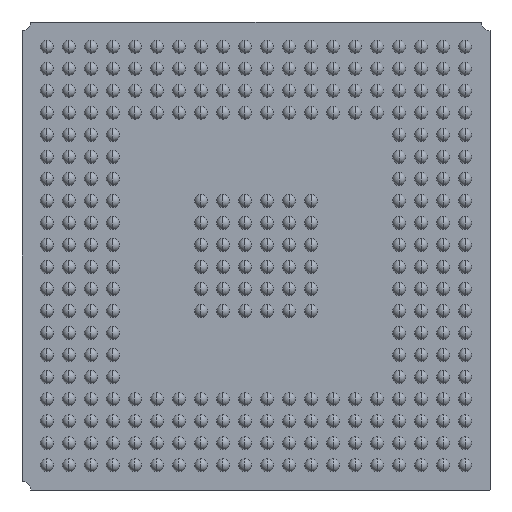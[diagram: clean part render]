
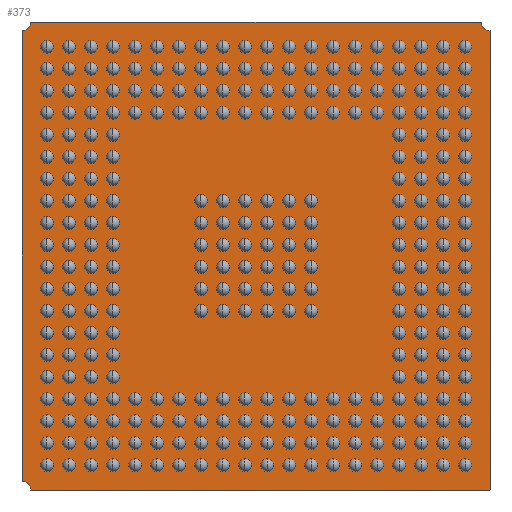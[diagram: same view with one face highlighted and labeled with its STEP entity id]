
A CAD part, front view. The second image highlights one B-rep face of the part: STEP entity #373.
In plain terms, the highlighted planar face has unit normal (0, -1, 0).
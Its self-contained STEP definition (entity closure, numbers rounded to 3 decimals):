
#43=CARTESIAN_POINT('',(-13.5,0.,-13.5));
#44=DIRECTION('',(0.,1.,0.));
#45=DIRECTION('',(0.,0.,1.));
#46=AXIS2_PLACEMENT_3D('',#43,#44,#45);
#52=DIRECTION('',(0.,0.,1.));
#53=VECTOR('',#52,26.);
#54=CARTESIAN_POINT('',(-13.5,0.,-13.));
#55=LINE('',#54,#53);
#59=CARTESIAN_POINT('',(-13.5,0.,13.5));
#60=DIRECTION('',(0.,1.,0.));
#61=DIRECTION('',(1.,0.,0.));
#62=AXIS2_PLACEMENT_3D('',#59,#60,#61);
#67=DIRECTION('',(1.,0.,0.));
#68=VECTOR('',#67,26.);
#69=CARTESIAN_POINT('',(-13.,0.,13.5));
#70=LINE('',#69,#68);
#74=CARTESIAN_POINT('',(13.5,0.,13.5));
#75=DIRECTION('',(0.,1.,0.));
#76=DIRECTION('',(0.,0.,-1.));
#77=AXIS2_PLACEMENT_3D('',#74,#75,#76);
#82=DIRECTION('',(0.,0.,-1.));
#83=VECTOR('',#82,26.499);
#84=CARTESIAN_POINT('',(13.5,0.,13.));
#85=LINE('',#84,#83);
#89=DIRECTION('',(-1.,0.,0.));
#90=VECTOR('',#89,26.499);
#91=CARTESIAN_POINT('',(13.499,0.,-13.5));
#92=LINE('',#91,#90);
#173=DIRECTION('',(0.707,0.,0.707));
#174=VECTOR('',#173,0.001);
#175=CARTESIAN_POINT('',(13.499,0.,-13.5));
#176=LINE('',#175,#174);
#302=CARTESIAN_POINT('',(-13.5,0.,-13.));
#303=CARTESIAN_POINT('',(-13.,0.,-13.5));
#304=VERTEX_POINT('',#302);
#305=VERTEX_POINT('',#303);
#306=CARTESIAN_POINT('',(13.5,0.,13.));
#307=CARTESIAN_POINT('',(13.,0.,13.5));
#308=VERTEX_POINT('',#306);
#309=VERTEX_POINT('',#307);
#310=CARTESIAN_POINT('',(-13.,0.,13.5));
#311=CARTESIAN_POINT('',(-13.5,0.,13.));
#312=VERTEX_POINT('',#310);
#313=VERTEX_POINT('',#311);
#326=CARTESIAN_POINT('',(13.499,0.,-13.5));
#327=CARTESIAN_POINT('',(13.5,0.,-13.499));
#328=VERTEX_POINT('',#326);
#329=VERTEX_POINT('',#327);
#350=CARTESIAN_POINT('',(0.,0.,0.));
#351=DIRECTION('',(0.,1.,0.));
#352=DIRECTION('',(1.,0.,0.));
#353=AXIS2_PLACEMENT_3D('',#350,#351,#352);
#354=PLANE('',#353);
#356=ORIENTED_EDGE('',*,*,#355,.F.);
#358=ORIENTED_EDGE('',*,*,#357,.T.);
#360=ORIENTED_EDGE('',*,*,#359,.F.);
#362=ORIENTED_EDGE('',*,*,#361,.T.);
#364=ORIENTED_EDGE('',*,*,#363,.F.);
#366=ORIENTED_EDGE('',*,*,#365,.T.);
#368=ORIENTED_EDGE('',*,*,#367,.F.);
#370=ORIENTED_EDGE('',*,*,#369,.T.);
#371=EDGE_LOOP('',(#356,#358,#360,#362,#364,#366,#368,#370));
#372=FACE_OUTER_BOUND('',#371,.F.);
#373=ADVANCED_FACE('',(#372),#354,.F.);
#47=CIRCLE('',#46,0.5);
#63=CIRCLE('',#62,0.5);
#78=CIRCLE('',#77,0.5);
#355=EDGE_CURVE('',#304,#305,#47,.T.);
#357=EDGE_CURVE('',#304,#313,#55,.T.);
#359=EDGE_CURVE('',#312,#313,#63,.T.);
#361=EDGE_CURVE('',#312,#309,#70,.T.);
#363=EDGE_CURVE('',#308,#309,#78,.T.);
#365=EDGE_CURVE('',#308,#329,#85,.T.);
#367=EDGE_CURVE('',#328,#329,#176,.T.);
#369=EDGE_CURVE('',#328,#305,#92,.T.);
